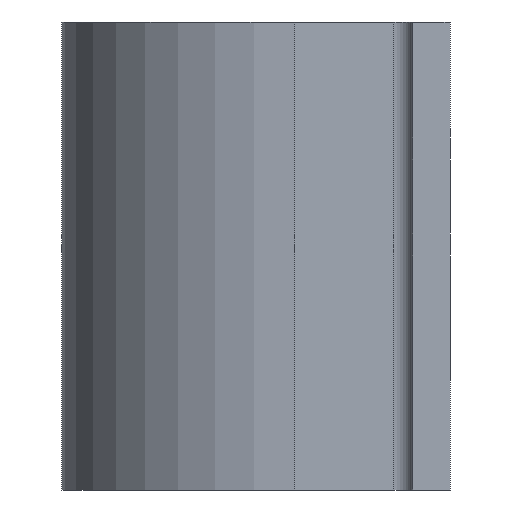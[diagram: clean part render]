
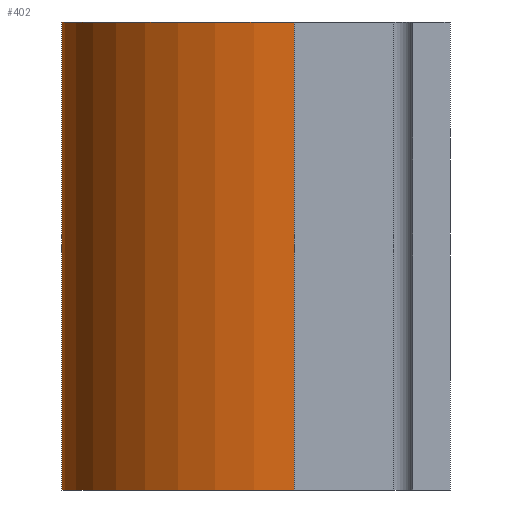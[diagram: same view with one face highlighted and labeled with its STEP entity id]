
A CAD part, left-side view. The second image highlights one B-rep face of the part: STEP entity #402.
In plain terms, the highlighted cylindrical face has radius 9.461 mm (diameter 18.923 mm), a partial arc.
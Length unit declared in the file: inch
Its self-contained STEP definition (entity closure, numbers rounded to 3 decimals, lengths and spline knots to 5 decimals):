
#10 = VERTEX_POINT ( 'NONE', #454 ) ;
#11 = VECTOR ( 'NONE', #146, 39.37008 ) ;
#52 = DIRECTION ( 'NONE',  ( -1., 0., 0. ) ) ;
#63 = CARTESIAN_POINT ( 'NONE',  ( 1.5595, 0.2495, -0.375 ) ) ;
#86 = CYLINDRICAL_SURFACE ( 'NONE', #259, 0.3725 ) ;
#93 = DIRECTION ( 'NONE',  ( 0., 0., -1. ) ) ;
#121 = VERTEX_POINT ( 'NONE', #256 ) ;
#146 = DIRECTION ( 'NONE',  ( 0., 0., -1. ) ) ;
#169 = LINE ( 'NONE', #338, #11 ) ;
#175 = ORIENTED_EDGE ( 'NONE', *, *, #231, .F. ) ;
#176 = EDGE_CURVE ( 'NONE', #121, #520, #275, .T. ) ;
#196 = CARTESIAN_POINT ( 'NONE',  ( 1.187, 0.2495, 0.375 ) ) ;
#231 = EDGE_CURVE ( 'NONE', #244, #121, #169, .T. ) ;
#242 = DIRECTION ( 'NONE',  ( 1., 0., 0. ) ) ;
#244 = VERTEX_POINT ( 'NONE', #407 ) ;
#249 = EDGE_CURVE ( 'NONE', #10, #520, #514, .T. ) ;
#256 = CARTESIAN_POINT ( 'NONE',  ( 0.8145, 0.2495, -0.375 ) ) ;
#259 = AXIS2_PLACEMENT_3D ( 'NONE', #406, #93, #52 ) ;
#275 = CIRCLE ( 'NONE', #286, 0.3725 ) ;
#286 = AXIS2_PLACEMENT_3D ( 'NONE', #293, #296, #336 ) ;
#293 = CARTESIAN_POINT ( 'NONE',  ( 1.187, 0.2495, -0.375 ) ) ;
#296 = DIRECTION ( 'NONE',  ( 0., 0., -1. ) ) ;
#306 = CIRCLE ( 'NONE', #321, 0.3725 ) ;
#309 = ORIENTED_EDGE ( 'NONE', *, *, #471, .T. ) ;
#321 = AXIS2_PLACEMENT_3D ( 'NONE', #196, #494, #242 ) ;
#336 = DIRECTION ( 'NONE',  ( 1., 0., 0. ) ) ;
#338 = CARTESIAN_POINT ( 'NONE',  ( 0.8145, 0.2495, 0.375 ) ) ;
#343 = FACE_OUTER_BOUND ( 'NONE', #479, .T. ) ;
#352 = ORIENTED_EDGE ( 'NONE', *, *, #249, .T. ) ;
#383 = CARTESIAN_POINT ( 'NONE',  ( 1.5595, 0.2495, 0.375 ) ) ;
#394 = ORIENTED_EDGE ( 'NONE', *, *, #176, .F. ) ;
#402 = ADVANCED_FACE ( 'NONE', ( #343 ), #86, .T. ) ;
#406 = CARTESIAN_POINT ( 'NONE',  ( 1.187, 0.2495, 0.375 ) ) ;
#407 = CARTESIAN_POINT ( 'NONE',  ( 0.8145, 0.2495, 0.375 ) ) ;
#411 = VECTOR ( 'NONE', #417, 39.37008 ) ;
#417 = DIRECTION ( 'NONE',  ( 0., 0., -1. ) ) ;
#454 = CARTESIAN_POINT ( 'NONE',  ( 1.5595, 0.2495, 0.375 ) ) ;
#471 = EDGE_CURVE ( 'NONE', #244, #10, #306, .T. ) ;
#479 = EDGE_LOOP ( 'NONE', ( #394, #175, #309, #352 ) ) ;
#494 = DIRECTION ( 'NONE',  ( 0., 0., -1. ) ) ;
#514 = LINE ( 'NONE', #383, #411 ) ;
#520 = VERTEX_POINT ( 'NONE', #63 ) ;
